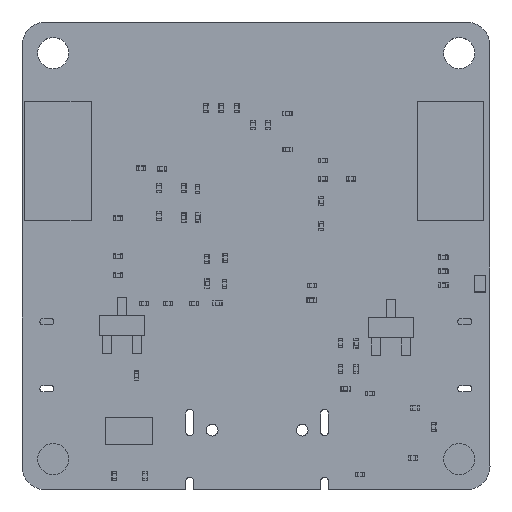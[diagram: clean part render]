
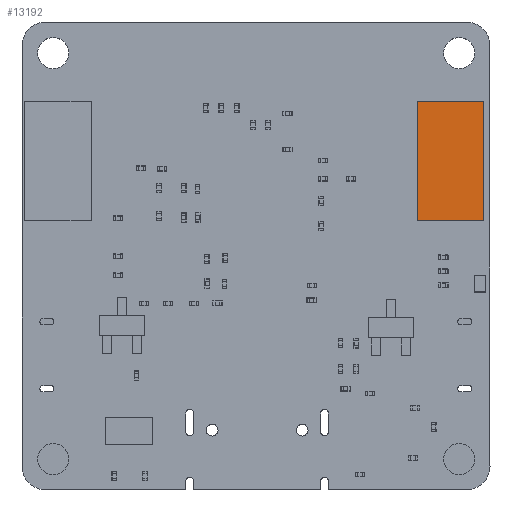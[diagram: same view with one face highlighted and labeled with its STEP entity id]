
A CAD part, top view. The second image highlights one B-rep face of the part: STEP entity #13192.
In plain terms, the highlighted planar face has unit normal (0, 0, 1).
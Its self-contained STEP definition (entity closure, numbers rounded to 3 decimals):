
#12878 = VERTEX_POINT('',#12879);
#12879 = CARTESIAN_POINT('',(-2.14,3.826,0.5));
#12886 = PLANE('',#12887);
#12887 = AXIS2_PLACEMENT_3D('',#12888,#12889,#12890);
#12888 = CARTESIAN_POINT('',(-2.14,3.826,0.));
#12889 = DIRECTION('',(1.,0.,0.));
#12890 = DIRECTION('',(0.,-1.,0.));
#12898 = PLANE('',#12899);
#12899 = AXIS2_PLACEMENT_3D('',#12900,#12901,#12902);
#12900 = CARTESIAN_POINT('',(2.14,3.82,0.));
#12901 = DIRECTION('',(-0.001,-1.,0.));
#12902 = DIRECTION('',(-1.,0.001,0.));
#12910 = EDGE_CURVE('',#12878,#12911,#12913,.T.);
#12911 = VERTEX_POINT('',#12912);
#12912 = CARTESIAN_POINT('',(-2.14,-3.826,0.5));
#12913 = SURFACE_CURVE('',#12914,(#12918,#12925),.PCURVE_S1.);
#12914 = LINE('',#12915,#12916);
#12915 = CARTESIAN_POINT('',(-2.14,3.826,0.5));
#12916 = VECTOR('',#12917,1.);
#12917 = DIRECTION('',(0.,-1.,0.));
#12918 = PCURVE('',#12886,#12919);
#12919 = DEFINITIONAL_REPRESENTATION('',(#12920),#12924);
#12920 = LINE('',#12921,#12922);
#12921 = CARTESIAN_POINT('',(0.,-0.5));
#12922 = VECTOR('',#12923,1.);
#12923 = DIRECTION('',(1.,0.));
#12924 = ( GEOMETRIC_REPRESENTATION_CONTEXT(2) 
PARAMETRIC_REPRESENTATION_CONTEXT() REPRESENTATION_CONTEXT('2D SPACE',''
  ) );
#12925 = PCURVE('',#12926,#12931);
#12926 = PLANE('',#12927);
#12927 = AXIS2_PLACEMENT_3D('',#12928,#12929,#12930);
#12928 = CARTESIAN_POINT('',(-2.14,3.826,0.5));
#12929 = DIRECTION('',(0.,0.,-1.));
#12930 = DIRECTION('',(-1.,0.,0.));
#12931 = DEFINITIONAL_REPRESENTATION('',(#12932),#12936);
#12932 = LINE('',#12933,#12934);
#12933 = CARTESIAN_POINT('',(0.,0.));
#12934 = VECTOR('',#12935,1.);
#12935 = DIRECTION('',(0.,-1.));
#12936 = ( GEOMETRIC_REPRESENTATION_CONTEXT(2) 
PARAMETRIC_REPRESENTATION_CONTEXT() REPRESENTATION_CONTEXT('2D SPACE',''
  ) );
#12954 = PLANE('',#12955);
#12955 = AXIS2_PLACEMENT_3D('',#12956,#12957,#12958);
#12956 = CARTESIAN_POINT('',(-2.14,-3.826,0.));
#12957 = DIRECTION('',(0.,1.,0.));
#12958 = DIRECTION('',(1.,0.,0.));
#12996 = EDGE_CURVE('',#12911,#12997,#12999,.T.);
#12997 = VERTEX_POINT('',#12998);
#12998 = CARTESIAN_POINT('',(2.14,-3.826,0.5));
#12999 = SURFACE_CURVE('',#13000,(#13004,#13011),.PCURVE_S1.);
#13000 = LINE('',#13001,#13002);
#13001 = CARTESIAN_POINT('',(-2.14,-3.826,0.5));
#13002 = VECTOR('',#13003,1.);
#13003 = DIRECTION('',(1.,0.,0.));
#13004 = PCURVE('',#12954,#13005);
#13005 = DEFINITIONAL_REPRESENTATION('',(#13006),#13010);
#13006 = LINE('',#13007,#13008);
#13007 = CARTESIAN_POINT('',(0.,-0.5));
#13008 = VECTOR('',#13009,1.);
#13009 = DIRECTION('',(1.,0.));
#13010 = ( GEOMETRIC_REPRESENTATION_CONTEXT(2) 
PARAMETRIC_REPRESENTATION_CONTEXT() REPRESENTATION_CONTEXT('2D SPACE',''
  ) );
#13011 = PCURVE('',#12926,#13012);
#13012 = DEFINITIONAL_REPRESENTATION('',(#13013),#13017);
#13013 = LINE('',#13014,#13015);
#13014 = CARTESIAN_POINT('',(0.,-7.652));
#13015 = VECTOR('',#13016,1.);
#13016 = DIRECTION('',(-1.,0.));
#13017 = ( GEOMETRIC_REPRESENTATION_CONTEXT(2) 
PARAMETRIC_REPRESENTATION_CONTEXT() REPRESENTATION_CONTEXT('2D SPACE',''
  ) );
#13035 = PLANE('',#13036);
#13036 = AXIS2_PLACEMENT_3D('',#13037,#13038,#13039);
#13037 = CARTESIAN_POINT('',(2.14,-3.826,0.));
#13038 = DIRECTION('',(-1.,0.,0.));
#13039 = DIRECTION('',(0.,1.,0.));
#13072 = EDGE_CURVE('',#12997,#13073,#13075,.T.);
#13073 = VERTEX_POINT('',#13074);
#13074 = CARTESIAN_POINT('',(2.14,3.82,0.5));
#13075 = SURFACE_CURVE('',#13076,(#13080,#13087),.PCURVE_S1.);
#13076 = LINE('',#13077,#13078);
#13077 = CARTESIAN_POINT('',(2.14,-3.826,0.5));
#13078 = VECTOR('',#13079,1.);
#13079 = DIRECTION('',(0.,1.,0.));
#13080 = PCURVE('',#13035,#13081);
#13081 = DEFINITIONAL_REPRESENTATION('',(#13082),#13086);
#13082 = LINE('',#13083,#13084);
#13083 = CARTESIAN_POINT('',(0.,-0.5));
#13084 = VECTOR('',#13085,1.);
#13085 = DIRECTION('',(1.,0.));
#13086 = ( GEOMETRIC_REPRESENTATION_CONTEXT(2) 
PARAMETRIC_REPRESENTATION_CONTEXT() REPRESENTATION_CONTEXT('2D SPACE',''
  ) );
#13087 = PCURVE('',#12926,#13088);
#13088 = DEFINITIONAL_REPRESENTATION('',(#13089),#13093);
#13089 = LINE('',#13090,#13091);
#13090 = CARTESIAN_POINT('',(-4.28,-7.652));
#13091 = VECTOR('',#13092,1.);
#13092 = DIRECTION('',(0.,1.));
#13093 = ( GEOMETRIC_REPRESENTATION_CONTEXT(2) 
PARAMETRIC_REPRESENTATION_CONTEXT() REPRESENTATION_CONTEXT('2D SPACE',''
  ) );
#13143 = EDGE_CURVE('',#13073,#12878,#13144,.T.);
#13144 = SURFACE_CURVE('',#13145,(#13149,#13156),.PCURVE_S1.);
#13145 = LINE('',#13146,#13147);
#13146 = CARTESIAN_POINT('',(2.14,3.82,0.5));
#13147 = VECTOR('',#13148,1.);
#13148 = DIRECTION('',(-1.,0.001,0.));
#13149 = PCURVE('',#12898,#13150);
#13150 = DEFINITIONAL_REPRESENTATION('',(#13151),#13155);
#13151 = LINE('',#13152,#13153);
#13152 = CARTESIAN_POINT('',(0.,-0.5));
#13153 = VECTOR('',#13154,1.);
#13154 = DIRECTION('',(1.,0.));
#13155 = ( GEOMETRIC_REPRESENTATION_CONTEXT(2) 
PARAMETRIC_REPRESENTATION_CONTEXT() REPRESENTATION_CONTEXT('2D SPACE',''
  ) );
#13156 = PCURVE('',#12926,#13157);
#13157 = DEFINITIONAL_REPRESENTATION('',(#13158),#13162);
#13158 = LINE('',#13159,#13160);
#13159 = CARTESIAN_POINT('',(-4.28,-0.006));
#13160 = VECTOR('',#13161,1.);
#13161 = DIRECTION('',(1.,0.001));
#13162 = ( GEOMETRIC_REPRESENTATION_CONTEXT(2) 
PARAMETRIC_REPRESENTATION_CONTEXT() REPRESENTATION_CONTEXT('2D SPACE',''
  ) );
#13192 = ADVANCED_FACE('',(#13193),#12926,.F.);
#13193 = FACE_BOUND('',#13194,.T.);
#13194 = EDGE_LOOP('',(#13195,#13196,#13197,#13198));
#13195 = ORIENTED_EDGE('',*,*,#12910,.T.);
#13196 = ORIENTED_EDGE('',*,*,#12996,.T.);
#13197 = ORIENTED_EDGE('',*,*,#13072,.T.);
#13198 = ORIENTED_EDGE('',*,*,#13143,.T.);
